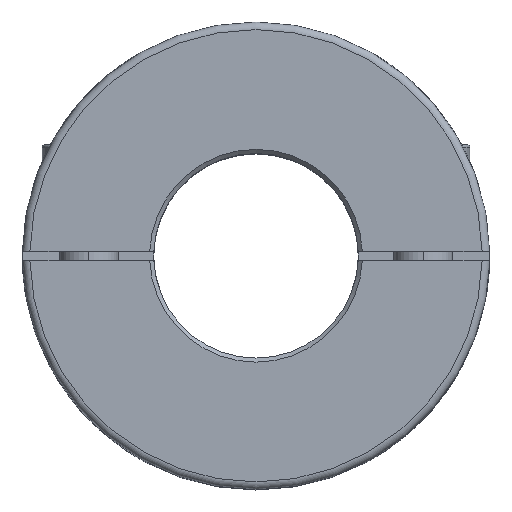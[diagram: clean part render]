
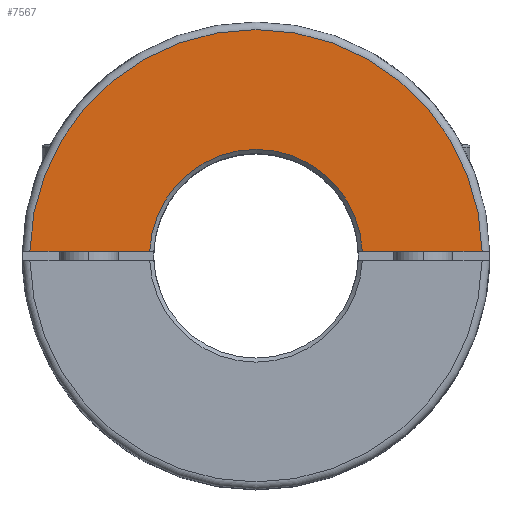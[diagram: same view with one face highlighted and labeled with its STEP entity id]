
A CAD part, top view. The second image highlights one B-rep face of the part: STEP entity #7567.
In plain terms, the highlighted planar face has unit normal (0, 0, 1).
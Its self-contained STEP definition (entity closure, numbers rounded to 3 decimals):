
#1 = AXIS2_PLACEMENT_3D ( 'NONE', #7240, #6084, #3981 ) ;
#624 = EDGE_CURVE ( 'NONE', #6991, #2797, #3645, .T. ) ;
#1513 = CARTESIAN_POINT ( 'NONE',  ( 0., 0.75, 33. ) ) ;
#1529 = DIRECTION ( 'NONE',  ( -1., 0., 0. ) ) ;
#1788 = ORIENTED_EDGE ( 'NONE', *, *, #5732, .F. ) ;
#2325 = CIRCLE ( 'NONE', #1, 18.2 ) ;
#2359 = CARTESIAN_POINT ( 'NONE',  ( 0., 0., 33. ) ) ;
#2647 = CARTESIAN_POINT ( 'NONE',  ( 38.693, 0.75, 33. ) ) ;
#2737 = VECTOR ( 'NONE', #1529, 1000. ) ;
#2797 = VERTEX_POINT ( 'NONE', #4346 ) ;
#3114 = ORIENTED_EDGE ( 'NONE', *, *, #624, .T. ) ;
#3281 = CARTESIAN_POINT ( 'NONE',  ( -18.185, 0.75, 33. ) ) ;
#3645 = CIRCLE ( 'NONE', #4748, 38.7 ) ;
#3657 = VERTEX_POINT ( 'NONE', #3281 ) ;
#3685 = EDGE_LOOP ( 'NONE', ( #1788, #3114, #4708, #6110 ) ) ;
#3772 = PLANE ( 'NONE',  #7786 ) ;
#3981 = DIRECTION ( 'NONE',  ( 1., 0., 0. ) ) ;
#3990 = CARTESIAN_POINT ( 'NONE',  ( 18.185, 0.75, 33. ) ) ;
#4346 = CARTESIAN_POINT ( 'NONE',  ( -38.693, 0.75, 33. ) ) ;
#4653 = VERTEX_POINT ( 'NONE', #3990 ) ;
#4708 = ORIENTED_EDGE ( 'NONE', *, *, #5578, .F. ) ;
#4748 = AXIS2_PLACEMENT_3D ( 'NONE', #2359, #5522, #4970 ) ;
#4851 = EDGE_CURVE ( 'NONE', #3657, #4653, #2325, .T. ) ;
#4936 = DIRECTION ( 'NONE',  ( 0., 0., 1. ) ) ;
#4970 = DIRECTION ( 'NONE',  ( 1., 0., 0. ) ) ;
#5075 = VECTOR ( 'NONE', #5417, 1000. ) ;
#5417 = DIRECTION ( 'NONE',  ( -1., 0., 0. ) ) ;
#5522 = DIRECTION ( 'NONE',  ( 0., 0., 1. ) ) ;
#5545 = CARTESIAN_POINT ( 'NONE',  ( 0., 0.75, 33. ) ) ;
#5578 = EDGE_CURVE ( 'NONE', #3657, #2797, #6232, .T. ) ;
#5697 = FACE_OUTER_BOUND ( 'NONE', #3685, .T. ) ;
#5732 = EDGE_CURVE ( 'NONE', #6991, #4653, #6088, .T. ) ;
#6084 = DIRECTION ( 'NONE',  ( 0., 0., -1. ) ) ;
#6088 = LINE ( 'NONE', #1513, #5075 ) ;
#6110 = ORIENTED_EDGE ( 'NONE', *, *, #4851, .T. ) ;
#6217 = DIRECTION ( 'NONE',  ( 1., 0., 0. ) ) ;
#6232 = LINE ( 'NONE', #5545, #2737 ) ;
#6383 = CARTESIAN_POINT ( 'NONE',  ( 0., 0., 33. ) ) ;
#6991 = VERTEX_POINT ( 'NONE', #2647 ) ;
#7240 = CARTESIAN_POINT ( 'NONE',  ( 0., 0., 33. ) ) ;
#7567 = ADVANCED_FACE ( 'NONE', ( #5697 ), #3772, .T. ) ;
#7786 = AXIS2_PLACEMENT_3D ( 'NONE', #6383, #4936, #6217 ) ;
